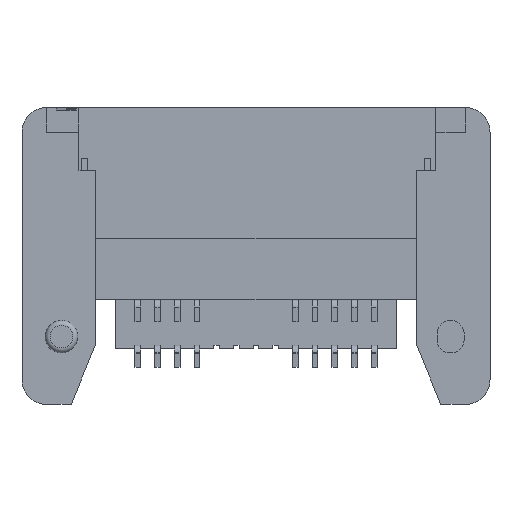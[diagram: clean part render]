
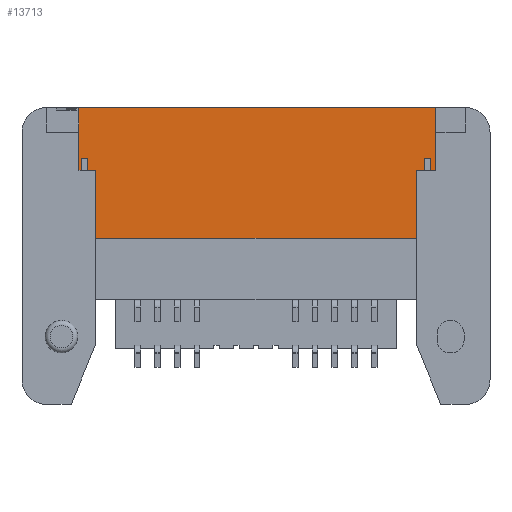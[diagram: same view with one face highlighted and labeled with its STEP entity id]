
A CAD part, front view. The second image highlights one B-rep face of the part: STEP entity #13713.
In plain terms, the highlighted face is planar.
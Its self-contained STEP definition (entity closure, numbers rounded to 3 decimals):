
#716=ORIENTED_EDGE('',*,*,#4757,.F.);
#717=ORIENTED_EDGE('',*,*,#4758,.F.);
#718=ORIENTED_EDGE('',*,*,#4759,.F.);
#719=ORIENTED_EDGE('',*,*,#4760,.F.);
#720=ORIENTED_EDGE('',*,*,#4761,.F.);
#721=ORIENTED_EDGE('',*,*,#4762,.F.);
#722=ORIENTED_EDGE('',*,*,#4763,.T.);
#723=ORIENTED_EDGE('',*,*,#4764,.F.);
#724=ORIENTED_EDGE('',*,*,#4765,.F.);
#725=ORIENTED_EDGE('',*,*,#4766,.F.);
#726=ORIENTED_EDGE('',*,*,#4767,.F.);
#727=ORIENTED_EDGE('',*,*,#4768,.F.);
#728=ORIENTED_EDGE('',*,*,#4769,.F.);
#729=ORIENTED_EDGE('',*,*,#4770,.F.);
#730=ORIENTED_EDGE('',*,*,#4771,.T.);
#731=ORIENTED_EDGE('',*,*,#4772,.F.);
#4757=EDGE_CURVE('',#6740,#6741,#8190,.T.);
#4758=EDGE_CURVE('',#6742,#6740,#8191,.T.);
#4759=EDGE_CURVE('',#6743,#6742,#8192,.T.);
#4760=EDGE_CURVE('',#6744,#6743,#8193,.T.);
#4761=EDGE_CURVE('',#6745,#6744,#8194,.T.);
#4762=EDGE_CURVE('',#6746,#6745,#8195,.T.);
#4763=EDGE_CURVE('',#6746,#6747,#8196,.T.);
#4764=EDGE_CURVE('',#6748,#6747,#8197,.T.);
#4765=EDGE_CURVE('',#6749,#6748,#8198,.T.);
#4766=EDGE_CURVE('',#6750,#6749,#8199,.T.);
#4767=EDGE_CURVE('',#6751,#6750,#8200,.T.);
#4768=EDGE_CURVE('',#6752,#6751,#8201,.T.);
#4769=EDGE_CURVE('',#6753,#6752,#8202,.T.);
#4770=EDGE_CURVE('',#6754,#6753,#8203,.T.);
#4771=EDGE_CURVE('',#6754,#6755,#8204,.T.);
#4772=EDGE_CURVE('',#6741,#6755,#8205,.T.);
#6740=VERTEX_POINT('',#19549);
#6741=VERTEX_POINT('',#19550);
#6742=VERTEX_POINT('',#19552);
#6743=VERTEX_POINT('',#19554);
#6744=VERTEX_POINT('',#19556);
#6745=VERTEX_POINT('',#19558);
#6746=VERTEX_POINT('',#19560);
#6747=VERTEX_POINT('',#19562);
#6748=VERTEX_POINT('',#19564);
#6749=VERTEX_POINT('',#19566);
#6750=VERTEX_POINT('',#19568);
#6751=VERTEX_POINT('',#19570);
#6752=VERTEX_POINT('',#19572);
#6753=VERTEX_POINT('',#19574);
#6754=VERTEX_POINT('',#19576);
#6755=VERTEX_POINT('',#19578);
#8190=LINE('',#19548,#10049);
#8191=LINE('',#19551,#10050);
#8192=LINE('',#19553,#10051);
#8193=LINE('',#19555,#10052);
#8194=LINE('',#19557,#10053);
#8195=LINE('',#19559,#10054);
#8196=LINE('',#19561,#10055);
#8197=LINE('',#19563,#10056);
#8198=LINE('',#19565,#10057);
#8199=LINE('',#19567,#10058);
#8200=LINE('',#19569,#10059);
#8201=LINE('',#19571,#10060);
#8202=LINE('',#19573,#10061);
#8203=LINE('',#19575,#10062);
#8204=LINE('',#19577,#10063);
#8205=LINE('',#19579,#10064);
#10049=VECTOR('',#15719,1000.);
#10050=VECTOR('',#15720,1000.);
#10051=VECTOR('',#15721,1000.);
#10052=VECTOR('',#15722,1000.);
#10053=VECTOR('',#15723,1000.);
#10054=VECTOR('',#15724,1000.);
#10055=VECTOR('',#15725,1000.);
#10056=VECTOR('',#15726,1000.);
#10057=VECTOR('',#15727,1000.);
#10058=VECTOR('',#15728,1000.);
#10059=VECTOR('',#15729,1000.);
#10060=VECTOR('',#15730,1000.);
#10061=VECTOR('',#15731,1000.);
#10062=VECTOR('',#15732,1000.);
#10063=VECTOR('',#15733,1000.);
#10064=VECTOR('',#15734,1000.);
#11677=EDGE_LOOP('',(#716,#717,#718,#719,#720,#721,#722,#723,#724,#725,
#726,#727,#728,#729,#730,#731));
#12394=FACE_BOUND('',#11677,.T.);
#13111=PLANE('',#14443);
#13713=ADVANCED_FACE('',(#12394),#13111,.F.);
#14443=AXIS2_PLACEMENT_3D('',#19547,#15717,#15718);
#15717=DIRECTION('',(0.,0.,-1.));
#15718=DIRECTION('',(-1.,0.,0.));
#15719=DIRECTION('',(0.,1.,0.));
#15720=DIRECTION('',(-1.,0.,0.));
#15721=DIRECTION('',(0.,-1.,0.));
#15722=DIRECTION('',(-1.,0.,0.));
#15723=DIRECTION('',(0.,-1.,0.));
#15724=DIRECTION('',(-1.,0.,0.));
#15725=DIRECTION('',(0.,-1.,0.));
#15726=DIRECTION('',(-1.,0.,0.));
#15727=DIRECTION('',(0.,-1.,0.));
#15728=DIRECTION('',(1.,0.,0.));
#15729=DIRECTION('',(0.,1.,0.));
#15730=DIRECTION('',(-1.,0.,0.));
#15731=DIRECTION('',(0.,-1.,0.));
#15732=DIRECTION('',(-1.,0.,0.));
#15733=DIRECTION('',(0.,-1.,0.));
#15734=DIRECTION('',(-1.,0.,0.));
#19547=CARTESIAN_POINT('',(-7.5,7.8,2.2));
#19548=CARTESIAN_POINT('',(-6.5,7.8,2.2));
#19549=CARTESIAN_POINT('',(-6.5,2.5,2.2));
#19550=CARTESIAN_POINT('',(-6.5,5.25,2.2));
#19551=CARTESIAN_POINT('',(4.,2.5,2.2));
#19552=CARTESIAN_POINT('',(6.5,2.5,2.2));
#19553=CARTESIAN_POINT('',(6.5,7.8,2.2));
#19554=CARTESIAN_POINT('',(6.5,5.25,2.2));
#19555=CARTESIAN_POINT('',(-7.5,5.25,2.2));
#19556=CARTESIAN_POINT('',(6.83,5.25,2.2));
#19557=CARTESIAN_POINT('',(6.83,7.8,2.2));
#19558=CARTESIAN_POINT('',(6.83,5.75,2.2));
#19559=CARTESIAN_POINT('',(-7.5,5.75,2.2));
#19560=CARTESIAN_POINT('',(7.08,5.75,2.2));
#19561=CARTESIAN_POINT('',(7.08,7.8,2.2));
#19562=CARTESIAN_POINT('',(7.08,5.25,2.2));
#19563=CARTESIAN_POINT('',(-7.5,5.25,2.2));
#19564=CARTESIAN_POINT('',(7.3,5.25,2.2));
#19565=CARTESIAN_POINT('',(7.3,7.8,2.2));
#19566=CARTESIAN_POINT('',(7.3,7.8,2.2));
#19567=CARTESIAN_POINT('',(-7.5,7.8,2.2));
#19568=CARTESIAN_POINT('',(-7.2,7.8,2.2));
#19569=CARTESIAN_POINT('',(-7.2,7.8,2.2));
#19570=CARTESIAN_POINT('',(-7.2,5.25,2.2));
#19571=CARTESIAN_POINT('',(-7.5,5.25,2.2));
#19572=CARTESIAN_POINT('',(-7.08,5.25,2.2));
#19573=CARTESIAN_POINT('',(-7.08,7.8,2.2));
#19574=CARTESIAN_POINT('',(-7.08,5.75,2.2));
#19575=CARTESIAN_POINT('',(-7.5,5.75,2.2));
#19576=CARTESIAN_POINT('',(-6.83,5.75,2.2));
#19577=CARTESIAN_POINT('',(-6.83,7.8,2.2));
#19578=CARTESIAN_POINT('',(-6.83,5.25,2.2));
#19579=CARTESIAN_POINT('',(-7.5,5.25,2.2));
